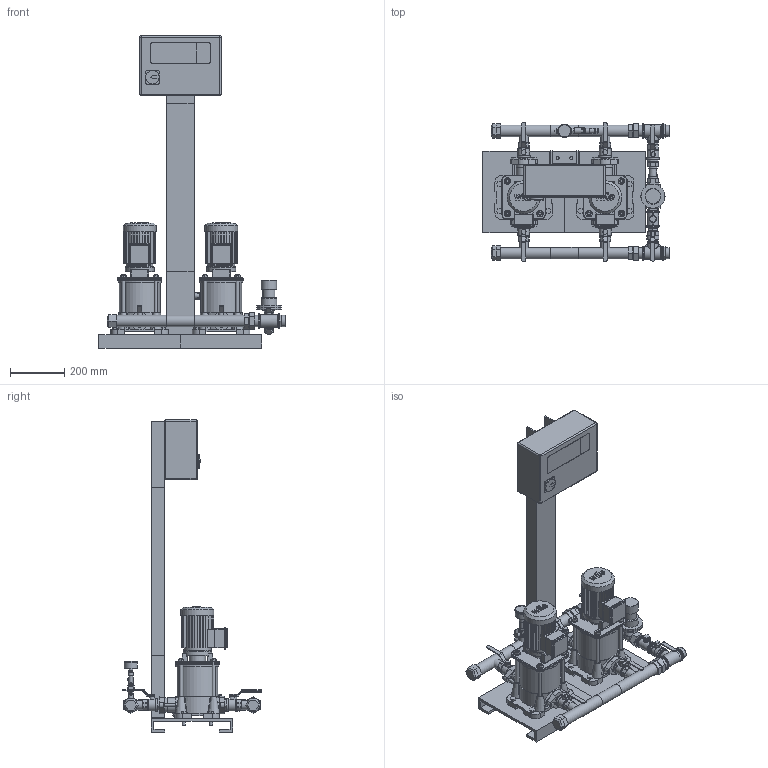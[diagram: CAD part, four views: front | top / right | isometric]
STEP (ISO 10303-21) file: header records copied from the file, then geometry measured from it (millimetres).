
FILE_DESCRIPTION(/* description */ (''),/* implementation_level */ '2;1');
FILE_NAME(/* name */ '3d_WEV-2-303-T_CE-4157267.stp',/* time_stamp */ '2020-11-04T13:31:23+01:00',/* author */ ('Andrzej'),/* organization */ (''),/* preprocessor_version */ 'ST-DEVELOPER v16.13',/* originating_system */ 'AutoCAD Mechanical',/* authorisation */ '');
FILE_SCHEMA (('AUTOMOTIVE_DESIGN { 1 0 10303 214 3 1 1 }'));
Products named in the file (1): Product
Bounding box: 685 x 511.2 x 1150 mm (x, y, z)
Volume: 29967106.5 mm3; surface area: 3240231.2 mm2
Topology: 116 solids, 116 shells, 2309 faces, 5538 edges, 3535 vertices
Faces by surface type: plane 1427, cylinder 592, cone 87, bspline 85, torus 78, sphere 40
Full cylindrical faces by diameter (mm): 10 x8, 11 x19, 11.1 x1, 11.8 x1, 12 x25, 13 x1, 13.5 x3, 14 x9, 15 x2, 16 x1, 17 x6, 18 x4, 18.8 x2, 19.2 x1, 20 x2, 21 x1, 22 x1, 22.8 x2, 24 x9, 27.3 x1, 27.4 x1, 32.4 x2, 33.7 x23, 34.8 x1, 38.1 x2, 39.4 x2, 41.4 x4, 41.7 x8, 42 x5, 42.4 x6
Entity records: 69319 total; most frequent: CARTESIAN_POINT 16898, DIRECTION 10846, ORIENTED_EDGE 10214, EDGE_CURVE 5107, AXIS2_PLACEMENT_3D 3822, VERTEX_POINT 3462, LINE 3202, VECTOR 3202
